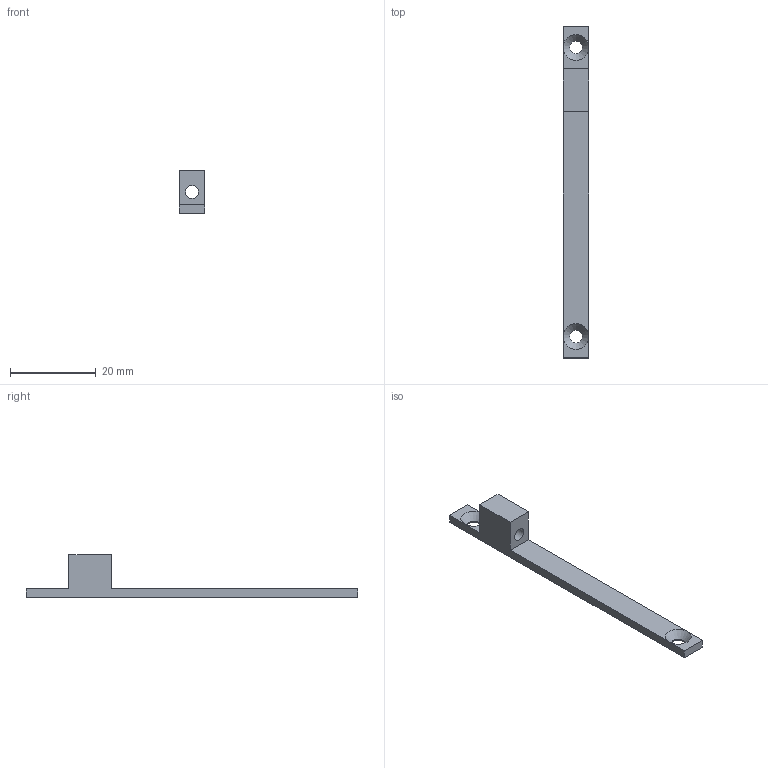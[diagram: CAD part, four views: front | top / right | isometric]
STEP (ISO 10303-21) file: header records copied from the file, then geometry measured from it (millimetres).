
FILE_DESCRIPTION(('FreeCAD Model'),'2;1');
FILE_NAME('2020-05-27 Kuente Base 1 STEP.step', '2020-06-07T20:11:20',('Author'),(''), 'Open CASCADE STEP processor 7.3','FreeCAD','Unknown');
FILE_SCHEMA(('AUTOMOTIVE_DESIGN { 1 0 10303 214 1 1 1 1 }'));
Length unit declared in the file: millimetre
Products named in the file (1): Hole004
Bounding box: 6 x 77.5 x 10 mm (x, y, z)
Volume: 1278.1 mm3; surface area: 1599.3 mm2
Topology: 1 solids, 1 shells, 17 faces, 45 edges, 28 vertices
Faces by surface type: plane 12, cylinder 3, cone 2
Full cylindrical faces by diameter (mm): 3 x3
Entity records: 1159 total; most frequent: CARTESIAN_POINT 217, DIRECTION 177, LINE 113, VECTOR 113, ORIENTED_EDGE 90, PCURVE 90, DEFINITIONAL_REPRESENTATION 90, EDGE_CURVE 45
